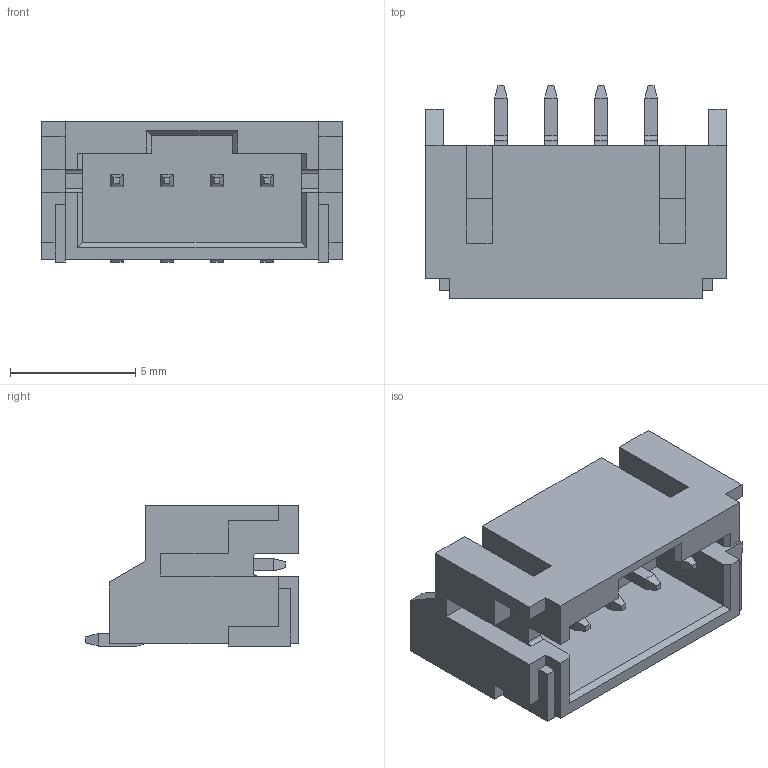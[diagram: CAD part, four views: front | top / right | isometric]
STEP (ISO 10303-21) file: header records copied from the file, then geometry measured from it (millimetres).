
FILE_DESCRIPTION (( 'STEP AP214' ), '1' );
FILE_NAME ('CONN-SMD_4P-P2.00_HANBO_WAFER-200W-4A.step', '2022-07-29T13:51:34', ( '' ), ( '' ), 'SwSTEP 2.0', 'SolidWorks 2020', '' );
FILE_SCHEMA (( 'AUTOMOTIVE_DESIGN' ));
Length unit declared in the file: millimetre
Products named in the file (1): CONN-SMD_4P-P2.00_HANBO_WAFER-200W-4A
Bounding box: 12 x 8.5 x 5.6 mm (x, y, z)
Volume: 247.9 mm3; surface area: 542.3 mm2
Topology: 14 solids, 14 shells, 456 faces, 1209 edges, 792 vertices
Faces by surface type: plane 328, bspline 112, cylinder 16
Entity records: 19693 total; most frequent: CARTESIAN_POINT 4562, ORIENTED_EDGE 2418, DIRECTION 1703, EDGE_CURVE 1209, LINE 949, VECTOR 949, VERTEX_POINT 792, EDGE_LOOP 483
